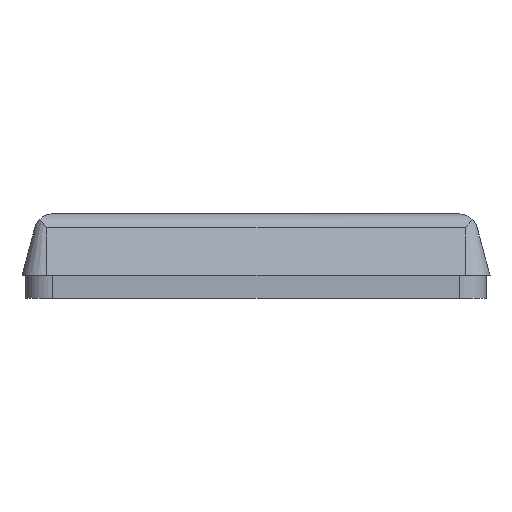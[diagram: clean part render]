
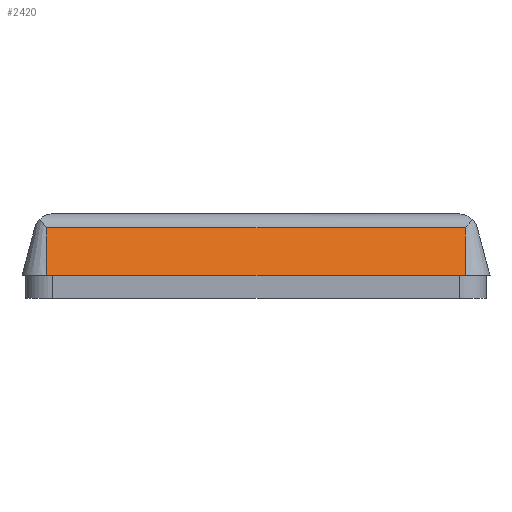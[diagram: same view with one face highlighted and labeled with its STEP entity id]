
A CAD part, left-side view. The second image highlights one B-rep face of the part: STEP entity #2420.
In plain terms, the highlighted planar face has unit normal (-0.966, 0, 0.259).
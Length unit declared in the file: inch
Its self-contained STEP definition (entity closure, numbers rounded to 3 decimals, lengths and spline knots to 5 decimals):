
#211 = CARTESIAN_POINT ( 'NONE',  ( -2.02756, -1.07449, 0. ) ) ;
#451 = LINE ( 'NONE', #487, #5800 ) ;
#487 = CARTESIAN_POINT ( 'NONE',  ( -2.02756, 1.07449, 0. ) ) ;
#516 = DIRECTION ( 'NONE',  ( -0.966, 0., 0.259 ) ) ;
#747 = EDGE_CURVE ( 'NONE', #4294, #1207, #1780, .T. ) ;
#989 = VECTOR ( 'NONE', #3339, 39.37008 ) ;
#1156 = ORIENTED_EDGE ( 'NONE', *, *, #747, .F. ) ;
#1158 = EDGE_CURVE ( 'NONE', #1207, #2489, #1335, .T. ) ;
#1207 = VERTEX_POINT ( 'NONE', #3465 ) ;
#1241 = CARTESIAN_POINT ( 'NONE',  ( -5266.06878, -1.07449, -19645.66929 ) ) ;
#1311 = CARTESIAN_POINT ( 'NONE',  ( -5266.06878, 1.07449, -19645.66929 ) ) ;
#1335 = LINE ( 'NONE', #1370, #3115 ) ;
#1370 = CARTESIAN_POINT ( 'NONE',  ( -1.96264, 3.93701, 0.24229 ) ) ;
#1427 = EDGE_LOOP ( 'NONE', ( #1156, #2668, #3382, #4201 ) ) ;
#1442 = FACE_OUTER_BOUND ( 'NONE', #1427, .T. ) ;
#1510 = DIRECTION ( 'NONE',  ( 0., -1., 0. ) ) ;
#1660 = VECTOR ( 'NONE', #2004, 39.37008 ) ;
#1780 = LINE ( 'NONE', #1311, #989 ) ;
#1992 = CARTESIAN_POINT ( 'NONE',  ( -2.02756, 1.07449, 0. ) ) ;
#2004 = DIRECTION ( 'NONE',  ( -0.259, 0., -0.966 ) ) ;
#2420 = ADVANCED_FACE ( 'NONE', ( #1442 ), #3039, .T. ) ;
#2489 = VERTEX_POINT ( 'NONE', #4185 ) ;
#2660 = VERTEX_POINT ( 'NONE', #211 ) ;
#2668 = ORIENTED_EDGE ( 'NONE', *, *, #5886, .T. ) ;
#2836 = LINE ( 'NONE', #1241, #1660 ) ;
#3039 = PLANE ( 'NONE',  #4920 ) ;
#3115 = VECTOR ( 'NONE', #3362, 39.37008 ) ;
#3339 = DIRECTION ( 'NONE',  ( 0.259, 0., 0.966 ) ) ;
#3362 = DIRECTION ( 'NONE',  ( 0., -1., 0. ) ) ;
#3382 = ORIENTED_EDGE ( 'NONE', *, *, #4871, .F. ) ;
#3465 = CARTESIAN_POINT ( 'NONE',  ( -1.96264, 1.07449, 0.24229 ) ) ;
#4185 = CARTESIAN_POINT ( 'NONE',  ( -1.96264, -1.07449, 0.24229 ) ) ;
#4201 = ORIENTED_EDGE ( 'NONE', *, *, #1158, .F. ) ;
#4294 = VERTEX_POINT ( 'NONE', #1992 ) ;
#4388 = DIRECTION ( 'NONE',  ( 0.259, 0., 0.966 ) ) ;
#4871 = EDGE_CURVE ( 'NONE', #2489, #2660, #2836, .T. ) ;
#4920 = AXIS2_PLACEMENT_3D ( 'NONE', #5053, #516, #4388 ) ;
#5053 = CARTESIAN_POINT ( 'NONE',  ( -2.02756, 1.07449, 0. ) ) ;
#5800 = VECTOR ( 'NONE', #1510, 39.37008 ) ;
#5886 = EDGE_CURVE ( 'NONE', #4294, #2660, #451, .T. ) ;
